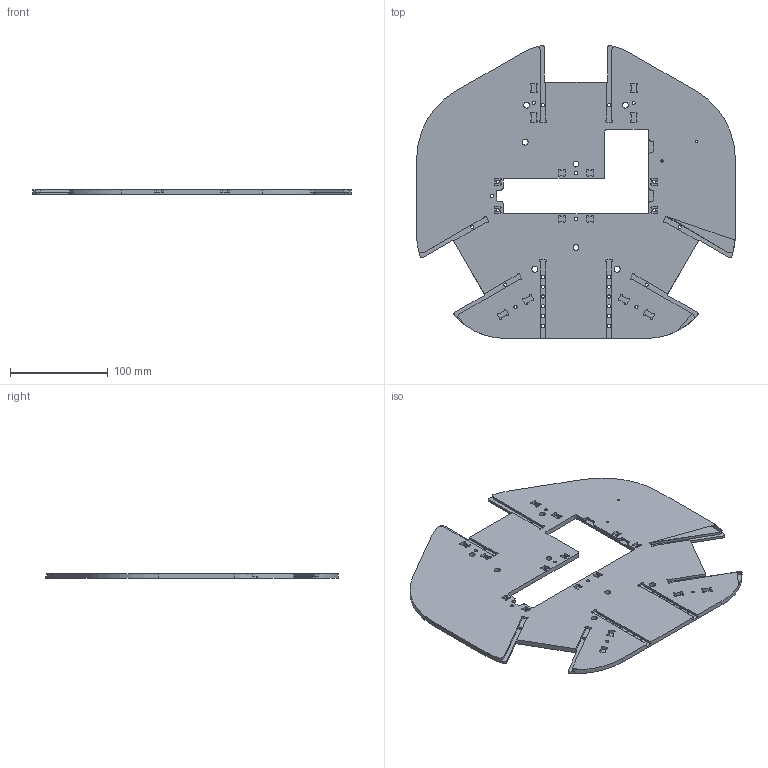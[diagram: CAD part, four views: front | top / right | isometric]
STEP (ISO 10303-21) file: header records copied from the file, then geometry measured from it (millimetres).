
FILE_DESCRIPTION(/* description */ ('Unknown'),/* implementation_level */ '2;1');
FILE_NAME(/* name */ 'Bottom_plate_v2.1',/* time_stamp */ '2020-03-13T11:03:37+02:00',/* author */ ('Unknown'),/* organization */ ('Unknown'),/* preprocessor_version */ 'ST-DEVELOPER v16.7',/* originating_system */ 'DEX',/* authorisation */ $);
FILE_SCHEMA (('AUTOMOTIVE_DESIGN {1 0 10303 214 3 1 1}'));
Length unit declared in the file: millimetre
Products named in the file (1): Bottom_plate_v2.1
Bounding box: 325.56 x 299.35 x 5 mm (x, y, z)
Volume: 328195.4 mm3; surface area: 149355 mm2
Topology: 1 solids, 1 shells, 342 faces, 985 edges, 661 vertices
Faces by surface type: cylinder 171, plane 155, cone 16
Full cylindrical faces by diameter (mm): 2.5 x2, 3.2 x17, 3.3 x12, 6 x4, 6.2 x3
Entity records: 11006 total; most frequent: DIRECTION 1952, CARTESIAN_POINT 1875, ORIENTED_EDGE 1802, EDGE_CURVE 901, AXIS2_PLACEMENT_3D 708, VERTEX_POINT 631, LINE 536, VECTOR 536
